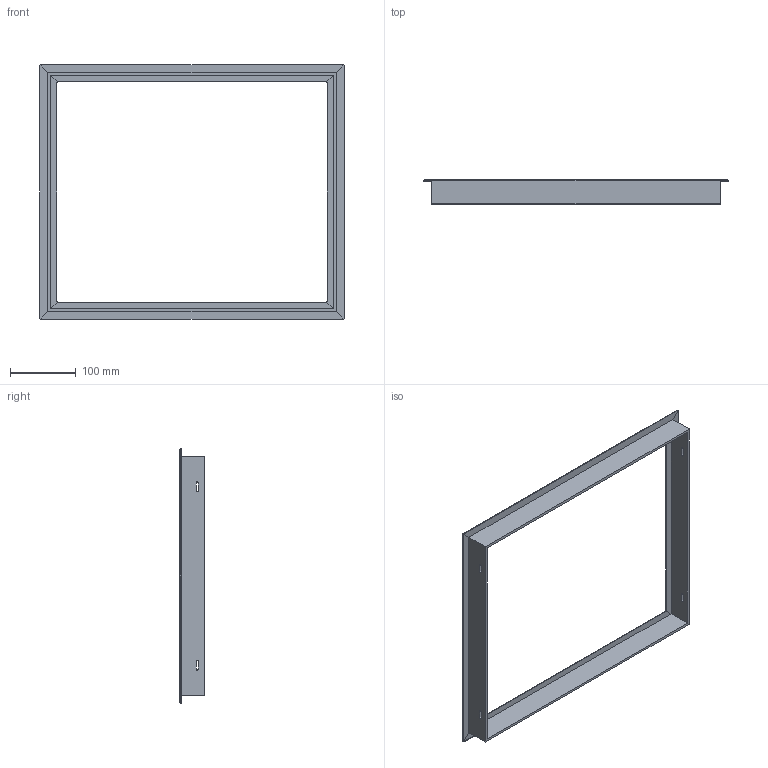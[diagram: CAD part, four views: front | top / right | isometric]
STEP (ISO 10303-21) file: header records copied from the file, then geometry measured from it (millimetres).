
FILE_DESCRIPTION (( 'STEP AP214' ), '1' );
FILE_NAME ('Cadre.STEP', '2022-12-07T12:12:32', ( '' ), ( '' ), 'SwSTEP 2.0', 'SolidWorks 2020', '' );
FILE_SCHEMA (( 'AUTOMOTIVE_DESIGN' ));
Length unit declared in the file: millimetre
Products named in the file (1): Cadre
Bounding box: 462.4 x 37 x 387.4 mm (x, y, z)
Volume: 303007 mm3; surface area: 198615.3 mm2
Topology: 1 solids, 1 shells, 73 faces, 184 edges, 104 vertices
Faces by surface type: plane 37, cylinder 28, sphere 4, bspline 4
Entity records: 2312 total; most frequent: CARTESIAN_POINT 566, DIRECTION 364, ORIENTED_EDGE 352, EDGE_CURVE 176, AXIS2_PLACEMENT_3D 126, VECTOR 112, LINE 112, VERTEX_POINT 104
